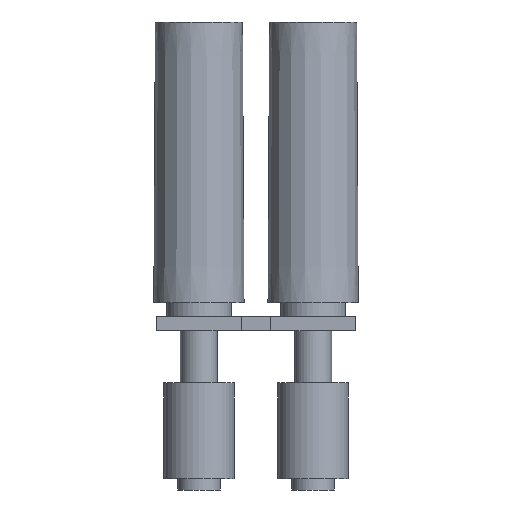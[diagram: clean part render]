
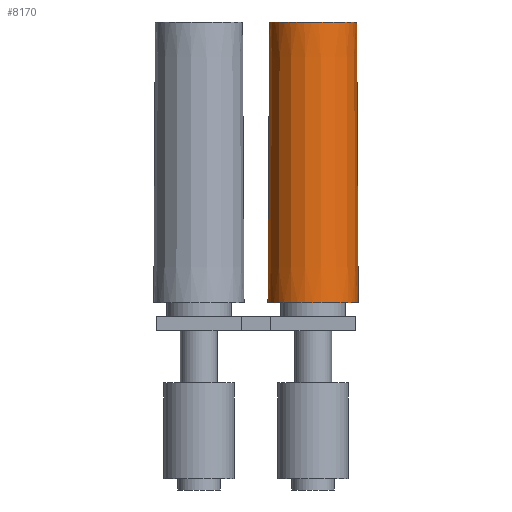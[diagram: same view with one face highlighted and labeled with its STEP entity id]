
A CAD part, front view. The second image highlights one B-rep face of the part: STEP entity #8170.
In plain terms, the highlighted conical face has half-angle 0.311 degrees and reference radius 3.1 mm.
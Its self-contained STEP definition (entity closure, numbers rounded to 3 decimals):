
#7720=CARTESIAN_POINT('',(30.04,24.,-10.01));
#7730=DIRECTION('',(0.,-1.,0.));
#7740=DIRECTION('',(-1.,0.,0.));
#7750=AXIS2_PLACEMENT_3D('',#7720,#7730,#7740);
#7760=CONICAL_SURFACE('',#7750,3.1,0.005);
#7770=CARTESIAN_POINT('',(26.94,24.,-10.01));
#7780=DIRECTION('',(-0.005,-1.,0.));
#7790=VECTOR('',#7780,570.408);
#7800=LINE('',#7770,#7790);
#7810=CARTESIAN_POINT('',(26.948,25.5,-10.01));
#7820=VERTEX_POINT('',#7810);
#7830=CARTESIAN_POINT('',(26.84,5.6,
-10.01));
#7840=VERTEX_POINT('',#7830);
#7850=EDGE_CURVE('',#7820,#7840,#7800,.T.);
#7860=ORIENTED_EDGE('',*,*,#7850,.T.);
#7870=CARTESIAN_POINT('',(30.04,25.5,-10.01));
#7880=DIRECTION('',(0.,-1.,0.));
#7890=DIRECTION('',(-1.,0.,0.));
#7900=AXIS2_PLACEMENT_3D('',#7870,#7880,#7890);
#7910=CIRCLE('',#7900,3.092);
#7920=CARTESIAN_POINT('',(33.04,25.5,-9.262));
#7930=VERTEX_POINT('',#7920);
#7940=EDGE_CURVE('',#7930,#7820,#7910,.T.);
#7950=ORIENTED_EDGE('',*,*,#7940,.T.);
#7960=CARTESIAN_POINT('',(33.132,25.5,-10.01));
#7970=VERTEX_POINT('',#7960);
#7980=EDGE_CURVE('',#7970,#7930,#7910,.T.);
#7990=ORIENTED_EDGE('',*,*,#7980,.T.);
#8000=CARTESIAN_POINT('',(33.14,24.,-10.01));
#8010=DIRECTION('',(0.005,-1.,0.));
#8020=VECTOR('',#8010,570.408);
#8030=LINE('',#8000,#8020);
#8040=CARTESIAN_POINT('',(33.24,5.6,
-10.01));
#8050=VERTEX_POINT('',#8040);
#8060=EDGE_CURVE('',#7970,#8050,#8030,.T.);
#8070=ORIENTED_EDGE('',*,*,#8060,.F.);
#8080=CARTESIAN_POINT('',(30.04,5.6,
-10.01));
#8090=DIRECTION('',(0.,-1.,0.));
#8100=DIRECTION('',(-1.,0.,0.));
#8110=AXIS2_PLACEMENT_3D('',#8080,#8090,#8100);
#8120=CIRCLE('',#8110,3.2);
#8130=EDGE_CURVE('',#8050,#7840,#8120,.T.);
#8140=ORIENTED_EDGE('',*,*,#8130,.F.);
#8150=EDGE_LOOP('',(#8140,#8070,#7990,#7950,#7860));
#8160=FACE_OUTER_BOUND('',#8150,.T.);
#8170=ADVANCED_FACE('',(#8160),#7760,.T.);
